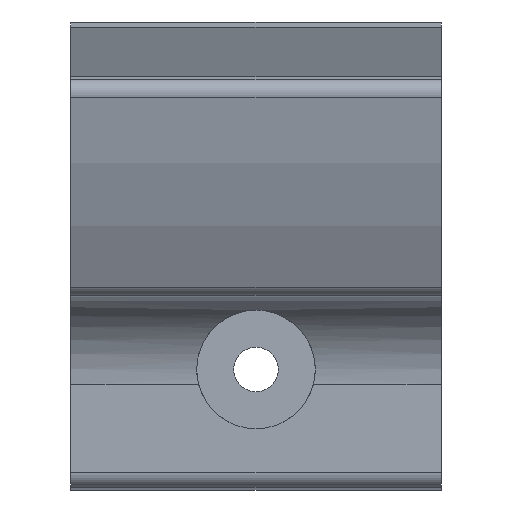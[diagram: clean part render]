
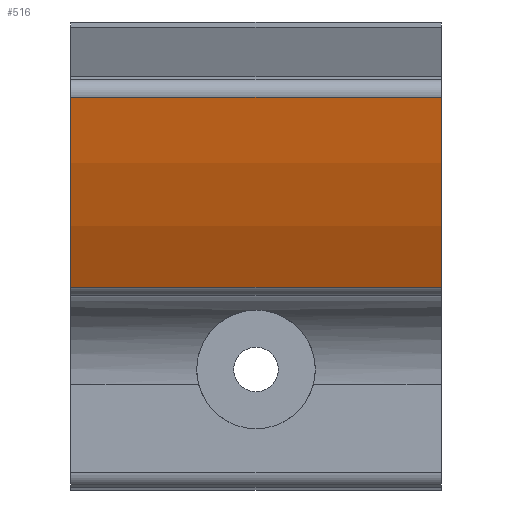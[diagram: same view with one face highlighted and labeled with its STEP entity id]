
A CAD part, left-side view. The second image highlights one B-rep face of the part: STEP entity #516.
In plain terms, the highlighted cylindrical face has radius 43 mm (diameter 86 mm), a partial arc.
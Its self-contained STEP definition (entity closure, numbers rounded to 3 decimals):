
#48=FACE_OUTER_BOUND('',#78,.T.);
#78=EDGE_LOOP('',(#423,#424,#425,#426));
#114=LINE('',#822,#163);
#130=LINE('',#869,#179);
#163=VECTOR('',#659,10.);
#179=VECTOR('',#703,10.);
#199=CIRCLE('',#557,43.);
#211=CIRCLE('',#572,43.);
#235=VERTEX_POINT('',#797);
#236=VERTEX_POINT('',#799);
#245=VERTEX_POINT('',#821);
#253=VERTEX_POINT('',#840);
#288=EDGE_CURVE('',#236,#235,#199,.T.);
#299=EDGE_CURVE('',#245,#236,#114,.T.);
#309=EDGE_CURVE('',#253,#245,#211,.T.);
#324=EDGE_CURVE('',#253,#235,#130,.T.);
#423=ORIENTED_EDGE('',*,*,#288,.T.);
#424=ORIENTED_EDGE('',*,*,#324,.F.);
#425=ORIENTED_EDGE('',*,*,#309,.T.);
#426=ORIENTED_EDGE('',*,*,#299,.T.);
#496=CYLINDRICAL_SURFACE('',#580,43.);
#516=ADVANCED_FACE('',(#48),#496,.T.);
#557=AXIS2_PLACEMENT_3D('',#800,#637,#638);
#572=AXIS2_PLACEMENT_3D('',#841,#676,#677);
#580=AXIS2_PLACEMENT_3D('',#870,#704,#705);
#637=DIRECTION('center_axis',(0.,1.,0.));
#638=DIRECTION('ref_axis',(0.985,0.,0.174));
#659=DIRECTION('',(0.,-1.,0.));
#676=DIRECTION('center_axis',(0.,-1.,0.));
#677=DIRECTION('ref_axis',(0.985,0.,0.174));
#703=DIRECTION('',(0.,-1.,0.));
#704=DIRECTION('center_axis',(0.,-1.,0.));
#705=DIRECTION('ref_axis',(-0.949,0.,-0.316));
#797=CARTESIAN_POINT('',(0.479,0.,32.614));
#799=CARTESIAN_POINT('',(4.747,0.,19.781));
#800=CARTESIAN_POINT('Origin',(42.908,0.,39.598));
#821=CARTESIAN_POINT('',(4.747,25.,19.781));
#822=CARTESIAN_POINT('',(4.747,17.427,19.781));
#840=CARTESIAN_POINT('',(0.479,25.,32.614));
#841=CARTESIAN_POINT('Origin',(42.908,25.,39.598));
#869=CARTESIAN_POINT('',(0.479,17.427,32.614));
#870=CARTESIAN_POINT('Origin',(42.908,17.427,39.598));
